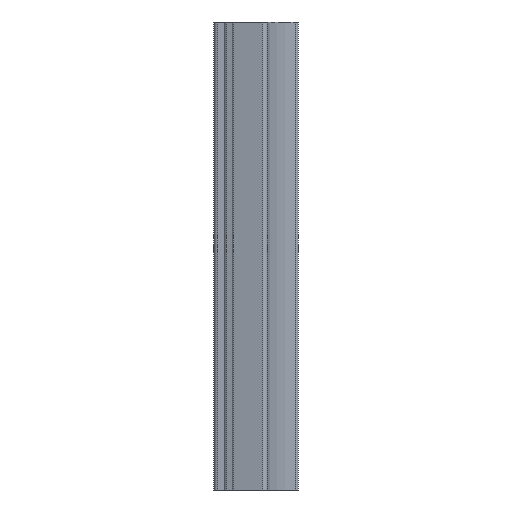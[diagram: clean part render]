
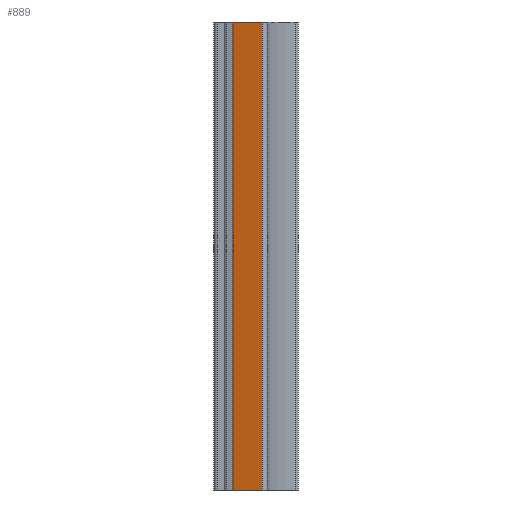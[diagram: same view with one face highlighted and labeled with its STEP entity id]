
A CAD part, front view. The second image highlights one B-rep face of the part: STEP entity #889.
In plain terms, the highlighted planar face has unit normal (-0.268, -0.963, 0).
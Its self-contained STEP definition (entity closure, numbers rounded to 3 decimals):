
#93 = DIRECTION ( 'NONE',  ( -0.963, 0.268, 0. ) ) ;
#95 = DIRECTION ( 'NONE',  ( 0.268, 0.963, 0. ) ) ;
#96 = CARTESIAN_POINT ( 'NONE',  ( 5.183, 0.005, 0. ) ) ;
#97 = PLANE ( 'NONE',  #165 ) ;
#165 = AXIS2_PLACEMENT_3D ( 'NONE', #96, #95, #93 ) ;
#202 = EDGE_LOOP ( 'NONE', ( #626, #627, #628, #629 ) ) ;
#393 = EDGE_CURVE ( 'NONE', #470, #465, #613, .T. ) ;
#443 = VERTEX_POINT ( 'NONE', #1000 ) ;
#445 = VERTEX_POINT ( 'NONE', #1001 ) ;
#465 = VERTEX_POINT ( 'NONE', #993 ) ;
#470 = VERTEX_POINT ( 'NONE', #994 ) ;
#523 = LINE ( 'NONE', #1095, #524 ) ;
#524 = VECTOR ( 'NONE', #1091, 1000. ) ;
#599 = LINE ( 'NONE', #1007, #601 ) ;
#601 = VECTOR ( 'NONE', #986, 1000. ) ;
#611 = VECTOR ( 'NONE', #1079, 1000. ) ;
#613 = LINE ( 'NONE', #1097, #611 ) ;
#626 = ORIENTED_EDGE ( 'NONE', *, *, #963, .F. ) ;
#627 = ORIENTED_EDGE ( 'NONE', *, *, #865, .F. ) ;
#628 = ORIENTED_EDGE ( 'NONE', *, *, #393, .F. ) ;
#629 = ORIENTED_EDGE ( 'NONE', *, *, #842, .T. ) ;
#701 = FACE_OUTER_BOUND ( 'NONE', #202, .T. ) ;
#738 = LINE ( 'NONE', #916, #740 ) ;
#740 = VECTOR ( 'NONE', #915, 1000. ) ;
#842 = EDGE_CURVE ( 'NONE', #470, #443, #523, .T. ) ;
#865 = EDGE_CURVE ( 'NONE', #465, #445, #599, .T. ) ;
#889 = ADVANCED_FACE ( 'NONE', ( #701 ), #97, .F. ) ;
#915 = DIRECTION ( 'NONE',  ( 0., 0., -1. ) ) ;
#916 = CARTESIAN_POINT ( 'NONE',  ( 5.183, 0.005, 25. ) ) ;
#963 = EDGE_CURVE ( 'NONE', #445, #443, #738, .T. ) ;
#986 = DIRECTION ( 'NONE',  ( 0.963, -0.268, 0. ) ) ;
#993 = CARTESIAN_POINT ( 'NONE',  ( 2.051, 0.877, 50. ) ) ;
#994 = CARTESIAN_POINT ( 'NONE',  ( 2.051, 0.877, 0. ) ) ;
#1000 = CARTESIAN_POINT ( 'NONE',  ( 5.183, 0.005, 0. ) ) ;
#1001 = CARTESIAN_POINT ( 'NONE',  ( 5.183, 0.005, 50. ) ) ;
#1007 = CARTESIAN_POINT ( 'NONE',  ( 2.051, 0.877, 50. ) ) ;
#1079 = DIRECTION ( 'NONE',  ( 0., 0., 1. ) ) ;
#1091 = DIRECTION ( 'NONE',  ( 0.963, -0.268, 0. ) ) ;
#1095 = CARTESIAN_POINT ( 'NONE',  ( 5.183, 0.005, 0. ) ) ;
#1097 = CARTESIAN_POINT ( 'NONE',  ( 2.051, 0.877, 25. ) ) ;
